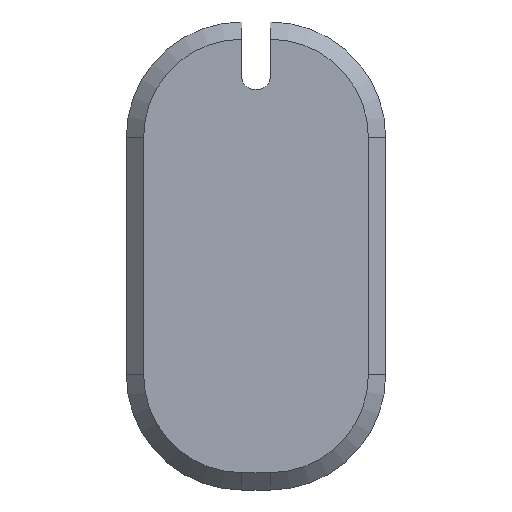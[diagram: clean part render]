
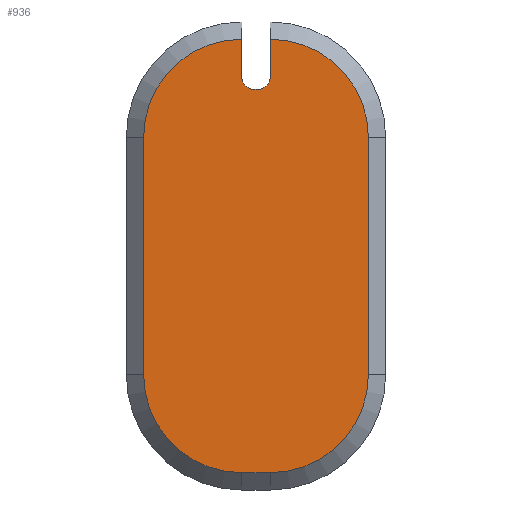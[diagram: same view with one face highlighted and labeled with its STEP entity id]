
A CAD part, top view. The second image highlights one B-rep face of the part: STEP entity #936.
In plain terms, the highlighted planar face has unit normal (0, 0, 1).
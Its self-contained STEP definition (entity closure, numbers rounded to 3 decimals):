
#827=CARTESIAN_POINT('',(11.,196.008,-62.));
#828=DIRECTION('',(0.,0.,1.));
#829=DIRECTION('',(1.,0.,0.));
#830=AXIS2_PLACEMENT_3D('',#827,#828,#829);
#831=PLANE('',#830);
#832=CARTESIAN_POINT('',(7.79,188.735,-62.));
#833=VERTEX_POINT('',#832);
#834=CARTESIAN_POINT('',(7.79,205.2,-62.));
#835=VERTEX_POINT('',#834);
#836=CARTESIAN_POINT('',(7.79,188.735,-62.));
#837=DIRECTION('',(0.,1.,0.));
#838=VECTOR('',#837,16.465);
#839=LINE('',#836,#838);
#840=EDGE_CURVE('',#833,#835,#839,.T.);
#841=ORIENTED_EDGE('',*,*,#840,.T.);
#842=CARTESIAN_POINT('',(1.,211.99,-62.));
#843=VERTEX_POINT('',#842);
#844=CARTESIAN_POINT('',(1.,205.2,-62.));
#845=DIRECTION('',(-0.,-0.,1.));
#846=DIRECTION('',(-1.,0.,0.));
#847=AXIS2_PLACEMENT_3D('',#844,#845,#846);
#848=CIRCLE('',#847,6.79);
#849=EDGE_CURVE('',#835,#843,#848,.T.);
#850=ORIENTED_EDGE('',*,*,#849,.T.);
#851=CARTESIAN_POINT('',(1.,209.408,-62.));
#852=VERTEX_POINT('',#851);
#853=CARTESIAN_POINT('',(1.,209.408,-62.));
#854=DIRECTION('',(0.,1.,0.));
#855=VECTOR('',#854,2.582);
#856=LINE('',#853,#855);
#857=EDGE_CURVE('',#852,#843,#856,.T.);
#858=ORIENTED_EDGE('',*,*,#857,.F.);
#859=CARTESIAN_POINT('',(0.1,208.508,-62.));
#860=VERTEX_POINT('',#859);
#861=CARTESIAN_POINT('',(0.1,209.408,-62.));
#862=DIRECTION('',(0.,0.,-1.));
#863=DIRECTION('',(-1.,0.,0.));
#864=AXIS2_PLACEMENT_3D('',#861,#862,#863);
#865=CIRCLE('',#864,0.9);
#866=EDGE_CURVE('',#852,#860,#865,.T.);
#867=ORIENTED_EDGE('',*,*,#866,.T.);
#868=CARTESIAN_POINT('',(-0.1,208.508,-62.));
#869=VERTEX_POINT('',#868);
#870=CARTESIAN_POINT('',(-0.1,208.508,-62.));
#871=DIRECTION('',(1.,0.,-0.));
#872=VECTOR('',#871,0.2);
#873=LINE('',#870,#872);
#874=EDGE_CURVE('',#869,#860,#873,.T.);
#875=ORIENTED_EDGE('',*,*,#874,.F.);
#876=CARTESIAN_POINT('',(-1.,209.408,-62.));
#877=VERTEX_POINT('',#876);
#878=CARTESIAN_POINT('',(-0.1,209.408,-62.));
#879=DIRECTION('',(0.,0.,-1.));
#880=DIRECTION('',(-1.,0.,0.));
#881=AXIS2_PLACEMENT_3D('',#878,#879,#880);
#882=CIRCLE('',#881,0.9);
#883=EDGE_CURVE('',#869,#877,#882,.T.);
#884=ORIENTED_EDGE('',*,*,#883,.T.);
#885=CARTESIAN_POINT('',(-1.,211.99,-62.));
#886=VERTEX_POINT('',#885);
#887=CARTESIAN_POINT('',(-1.,211.99,-62.));
#888=DIRECTION('',(0.,-1.,0.));
#889=VECTOR('',#888,2.582);
#890=LINE('',#887,#889);
#891=EDGE_CURVE('',#886,#877,#890,.T.);
#892=ORIENTED_EDGE('',*,*,#891,.F.);
#893=CARTESIAN_POINT('',(-7.79,205.2,-62.));
#894=VERTEX_POINT('',#893);
#895=CARTESIAN_POINT('',(-1.,205.2,-62.));
#896=DIRECTION('',(-0.,-0.,1.));
#897=DIRECTION('',(-1.,0.,0.));
#898=AXIS2_PLACEMENT_3D('',#895,#896,#897);
#899=CIRCLE('',#898,6.79);
#900=EDGE_CURVE('',#886,#894,#899,.T.);
#901=ORIENTED_EDGE('',*,*,#900,.T.);
#902=CARTESIAN_POINT('',(-7.79,188.735,-62.));
#903=VERTEX_POINT('',#902);
#904=CARTESIAN_POINT('',(-7.79,205.2,-62.));
#905=DIRECTION('',(-0.,-1.,-0.));
#906=VECTOR('',#905,16.465);
#907=LINE('',#904,#906);
#908=EDGE_CURVE('',#894,#903,#907,.T.);
#909=ORIENTED_EDGE('',*,*,#908,.T.);
#910=CARTESIAN_POINT('',(-1.,181.945,-62.));
#911=VERTEX_POINT('',#910);
#912=CARTESIAN_POINT('',(-1.,188.735,-62.));
#913=DIRECTION('',(-0.,-0.,1.));
#914=DIRECTION('',(-1.,0.,0.));
#915=AXIS2_PLACEMENT_3D('',#912,#913,#914);
#916=CIRCLE('',#915,6.79);
#917=EDGE_CURVE('',#903,#911,#916,.T.);
#918=ORIENTED_EDGE('',*,*,#917,.T.);
#919=CARTESIAN_POINT('',(1.,181.945,-62.));
#920=VERTEX_POINT('',#919);
#921=CARTESIAN_POINT('',(-1.,181.945,-62.));
#922=DIRECTION('',(1.,0.,-0.));
#923=VECTOR('',#922,2.);
#924=LINE('',#921,#923);
#925=EDGE_CURVE('',#911,#920,#924,.T.);
#926=ORIENTED_EDGE('',*,*,#925,.T.);
#927=CARTESIAN_POINT('',(1.,188.735,-62.));
#928=DIRECTION('',(-0.,-0.,1.));
#929=DIRECTION('',(-1.,0.,0.));
#930=AXIS2_PLACEMENT_3D('',#927,#928,#929);
#931=CIRCLE('',#930,6.79);
#932=EDGE_CURVE('',#920,#833,#931,.T.);
#933=ORIENTED_EDGE('',*,*,#932,.T.);
#934=EDGE_LOOP('',(#841,#850,#858,#867,#875,#884,#892,#901,#909,#918,#926,#933));
#935=FACE_BOUND('',#934,.T.);
#936=ADVANCED_FACE('',(#935),#831,.T.);
